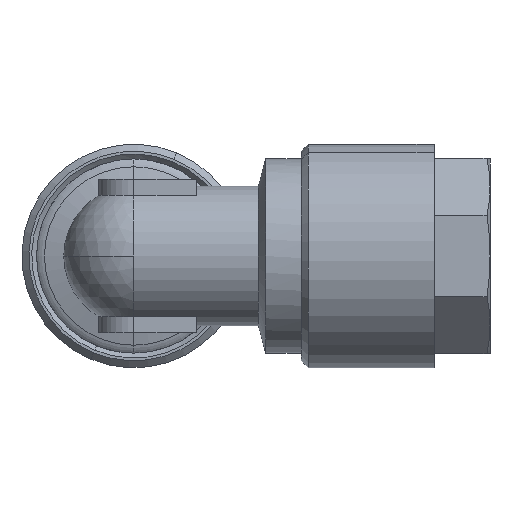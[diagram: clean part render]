
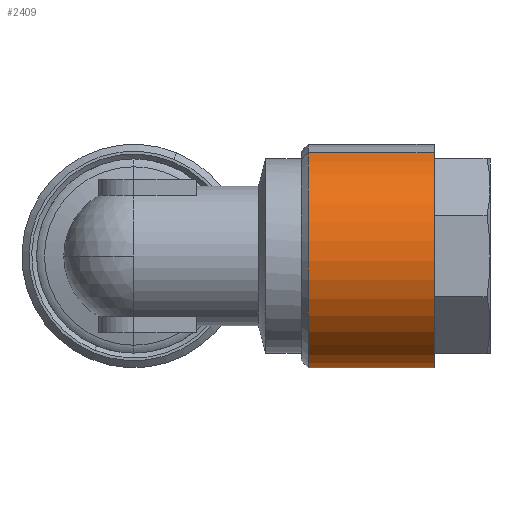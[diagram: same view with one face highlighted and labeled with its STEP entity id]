
A CAD part, left-side view. The second image highlights one B-rep face of the part: STEP entity #2409.
In plain terms, the highlighted cylindrical face has radius 8 mm (diameter 16 mm), a partial arc.
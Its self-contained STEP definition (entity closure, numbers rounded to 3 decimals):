
#508 = CARTESIAN_POINT ( 'NONE',  ( 0., 11., 0. ) ) ;
#509 = DIRECTION ( 'NONE',  ( 0., 1., 0. ) ) ;
#517 = DIRECTION ( 'NONE',  ( 0.383, 0., -0.924 ) ) ;
#1309 = CARTESIAN_POINT ( 'NONE',  ( -3.061, 10.5, 7.391 ) ) ;
#1310 = CARTESIAN_POINT ( 'NONE',  ( 3.061, 10.5, -7.391 ) ) ;
#1319 = CARTESIAN_POINT ( 'NONE',  ( 3.061, 1.5, -7.391 ) ) ;
#1320 = CARTESIAN_POINT ( 'NONE',  ( -3.061, 1.5, 7.391 ) ) ;
#1389 = CARTESIAN_POINT ( 'NONE',  ( 0., 1.5, 0. ) ) ;
#1390 = DIRECTION ( 'NONE',  ( 0., 1., 0. ) ) ;
#1391 = DIRECTION ( 'NONE',  ( -0.383, 0., 0.924 ) ) ;
#1471 = CIRCLE ( 'NONE', #2845, 8. ) ;
#1645 = LINE ( 'NONE', #3950, #1646 ) ;
#1646 = VECTOR ( 'NONE', #3951, 1000. ) ;
#1728 = LINE ( 'NONE', #2484, #1732 ) ;
#1730 = CIRCLE ( 'NONE', #3170, 8. ) ;
#1732 = VECTOR ( 'NONE', #2432, 1000. ) ;
#2205 = FACE_OUTER_BOUND ( 'NONE', #3440, .T. ) ;
#2213 = CYLINDRICAL_SURFACE ( 'NONE', #2980, 8. ) ;
#2284 = EDGE_CURVE ( 'NONE', #2711, #2710, #1730, .T. ) ;
#2285 = EDGE_CURVE ( 'NONE', #2720, #2711, #1728, .T. ) ;
#2409 = ADVANCED_FACE ( 'NONE', ( #2205 ), #2213, .T. ) ;
#2432 = DIRECTION ( 'NONE',  ( 0., 1., 0. ) ) ;
#2481 = DIRECTION ( 'NONE',  ( 0.383, 0., -0.924 ) ) ;
#2482 = DIRECTION ( 'NONE',  ( 0., 1., 0. ) ) ;
#2483 = CARTESIAN_POINT ( 'NONE',  ( 0., 10.5, 0. ) ) ;
#2484 = CARTESIAN_POINT ( 'NONE',  ( 3.061, 11., -7.391 ) ) ;
#2710 = VERTEX_POINT ( 'NONE', #1309 ) ;
#2711 = VERTEX_POINT ( 'NONE', #1310 ) ;
#2720 = VERTEX_POINT ( 'NONE', #1319 ) ;
#2721 = VERTEX_POINT ( 'NONE', #1320 ) ;
#2845 = AXIS2_PLACEMENT_3D ( 'NONE', #1389, #1390, #1391 ) ;
#2980 = AXIS2_PLACEMENT_3D ( 'NONE', #508, #509, #517 ) ;
#3024 = EDGE_CURVE ( 'NONE', #2720, #2721, #1471, .T. ) ;
#3165 = EDGE_CURVE ( 'NONE', #2721, #2710, #1645, .T. ) ;
#3170 = AXIS2_PLACEMENT_3D ( 'NONE', #2483, #2482, #2481 ) ;
#3440 = EDGE_LOOP ( 'NONE', ( #3544, #3545, #3546, #3547 ) ) ;
#3544 = ORIENTED_EDGE ( 'NONE', *, *, #3024, .T. ) ;
#3545 = ORIENTED_EDGE ( 'NONE', *, *, #3165, .T. ) ;
#3546 = ORIENTED_EDGE ( 'NONE', *, *, #2284, .F. ) ;
#3547 = ORIENTED_EDGE ( 'NONE', *, *, #2285, .F. ) ;
#3950 = CARTESIAN_POINT ( 'NONE',  ( -3.061, 11., 7.391 ) ) ;
#3951 = DIRECTION ( 'NONE',  ( 0., 1., 0. ) ) ;
